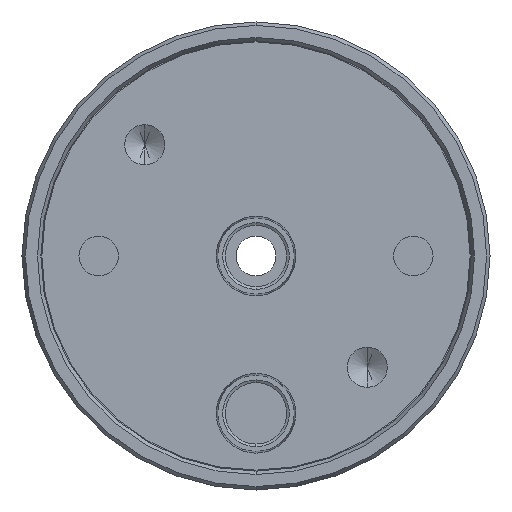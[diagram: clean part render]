
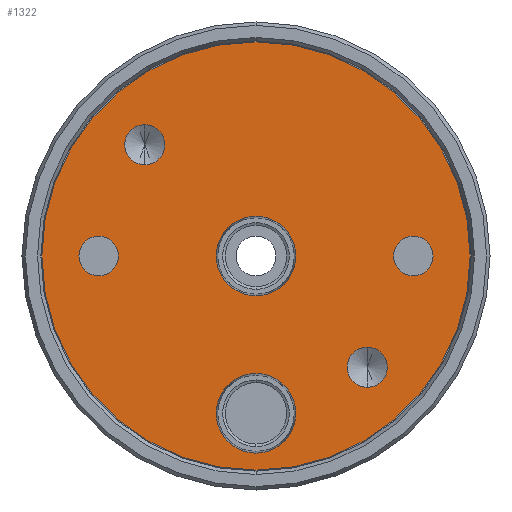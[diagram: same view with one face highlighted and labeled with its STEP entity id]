
A CAD part, front view. The second image highlights one B-rep face of the part: STEP entity #1322.
In plain terms, the highlighted planar face has unit normal (0, -1, 0).
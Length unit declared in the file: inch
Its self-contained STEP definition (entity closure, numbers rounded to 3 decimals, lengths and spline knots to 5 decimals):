
#8 = CIRCLE ( 'NONE', #2749, 0.2025 ) ;
#32 = CARTESIAN_POINT ( 'NONE',  ( -0.56569, 0., 0.56569 ) ) ;
#47 = ORIENTED_EDGE ( 'NONE', *, *, #1933, .T. ) ;
#51 = DIRECTION ( 'NONE',  ( 0., 0., 1. ) ) ;
#98 = AXIS2_PLACEMENT_3D ( 'NONE', #853, #1086, #645 ) ;
#109 = CARTESIAN_POINT ( 'NONE',  ( 0.8, 0., 0.1005 ) ) ;
#114 = CARTESIAN_POINT ( 'NONE',  ( 0., 0., -0.2025 ) ) ;
#141 = ORIENTED_EDGE ( 'NONE', *, *, #276, .F. ) ;
#149 = CIRCLE ( 'NONE', #98, 0.2025 ) ;
#150 = DIRECTION ( 'NONE',  ( 0., -1., 0. ) ) ;
#152 = CIRCLE ( 'NONE', #2510, 1.089 ) ;
#194 = AXIS2_PLACEMENT_3D ( 'NONE', #477, #2466, #2261 ) ;
#200 = CIRCLE ( 'NONE', #1350, 0.2025 ) ;
#220 = VERTEX_POINT ( 'NONE', #1328 ) ;
#224 = DIRECTION ( 'NONE',  ( 0., -1., 0. ) ) ;
#249 = EDGE_LOOP ( 'NONE', ( #2517, #789 ) ) ;
#270 = CARTESIAN_POINT ( 'NONE',  ( 0., 0., 0. ) ) ;
#271 = DIRECTION ( 'NONE',  ( 0., -1., 0. ) ) ;
#276 = EDGE_CURVE ( 'NONE', #2718, #1459, #1155, .T. ) ;
#277 = EDGE_CURVE ( 'NONE', #1459, #2718, #2186, .T. ) ;
#279 = DIRECTION ( 'NONE',  ( 0., -1., 0. ) ) ;
#282 = DIRECTION ( 'NONE',  ( 0., 0., 1. ) ) ;
#294 = CIRCLE ( 'NONE', #2889, 0.1005 ) ;
#307 = CARTESIAN_POINT ( 'NONE',  ( 0.8, 0., 0. ) ) ;
#420 = DIRECTION ( 'NONE',  ( 0., 0., 1. ) ) ;
#426 = EDGE_CURVE ( 'NONE', #1038, #2156, #2235, .T. ) ;
#457 = VERTEX_POINT ( 'NONE', #803 ) ;
#477 = CARTESIAN_POINT ( 'NONE',  ( -0.8, 0., 0. ) ) ;
#497 = AXIS2_PLACEMENT_3D ( 'NONE', #2258, #224, #1814 ) ;
#505 = CARTESIAN_POINT ( 'NONE',  ( 0., 0., 1.089 ) ) ;
#544 = EDGE_CURVE ( 'NONE', #848, #2819, #200, .T. ) ;
#596 = CARTESIAN_POINT ( 'NONE',  ( 0., 0., 0. ) ) ;
#641 = CIRCLE ( 'NONE', #497, 0.1005 ) ;
#645 = DIRECTION ( 'NONE',  ( 0., 0., 1. ) ) ;
#646 = CIRCLE ( 'NONE', #2669, 1.089 ) ;
#654 = FACE_BOUND ( 'NONE', #1631, .T. ) ;
#674 = CIRCLE ( 'NONE', #194, 0.1005 ) ;
#713 = CARTESIAN_POINT ( 'NONE',  ( -0.56569, 0., 0.56569 ) ) ;
#741 = CARTESIAN_POINT ( 'NONE',  ( -0.56569, 0., 0.46412 ) ) ;
#744 = ORIENTED_EDGE ( 'NONE', *, *, #890, .F. ) ;
#789 = ORIENTED_EDGE ( 'NONE', *, *, #1818, .F. ) ;
#803 = CARTESIAN_POINT ( 'NONE',  ( 0.56569, 0., -0.46412 ) ) ;
#848 = VERTEX_POINT ( 'NONE', #2527 ) ;
#853 = CARTESIAN_POINT ( 'NONE',  ( 0., 0., -0.8 ) ) ;
#870 = CARTESIAN_POINT ( 'NONE',  ( 0.8, 0., -0.1005 ) ) ;
#881 = ORIENTED_EDGE ( 'NONE', *, *, #1217, .T. ) ;
#890 = EDGE_CURVE ( 'NONE', #1176, #1116, #641, .T. ) ;
#901 = EDGE_CURVE ( 'NONE', #457, #1959, #1352, .T. ) ;
#946 = VERTEX_POINT ( 'NONE', #114 ) ;
#970 = ORIENTED_EDGE ( 'NONE', *, *, #2175, .F. ) ;
#992 = EDGE_LOOP ( 'NONE', ( #47, #881 ) ) ;
#1038 = VERTEX_POINT ( 'NONE', #870 ) ;
#1086 = DIRECTION ( 'NONE',  ( 0., -1., 0. ) ) ;
#1107 = FACE_BOUND ( 'NONE', #2692, .T. ) ;
#1116 = VERTEX_POINT ( 'NONE', #1670 ) ;
#1120 = CARTESIAN_POINT ( 'NONE',  ( 0., 0., -1.0025 ) ) ;
#1122 = EDGE_CURVE ( 'NONE', #1959, #457, #2436, .T. ) ;
#1124 = CARTESIAN_POINT ( 'NONE',  ( 0.56569, 0., -0.66725 ) ) ;
#1125 = PLANE ( 'NONE',  #1994 ) ;
#1149 = DIRECTION ( 'NONE',  ( 0., 0., 1. ) ) ;
#1151 = FACE_BOUND ( 'NONE', #2324, .T. ) ;
#1155 = CIRCLE ( 'NONE', #1763, 0.10157 ) ;
#1176 = VERTEX_POINT ( 'NONE', #1273 ) ;
#1186 = DIRECTION ( 'NONE',  ( 0., -1., 0. ) ) ;
#1196 = DIRECTION ( 'NONE',  ( 0., 0., 1. ) ) ;
#1217 = EDGE_CURVE ( 'NONE', #220, #2765, #646, .T. ) ;
#1236 = DIRECTION ( 'NONE',  ( 0., 0., 1. ) ) ;
#1241 = DIRECTION ( 'NONE',  ( 0., -1., 0. ) ) ;
#1264 = DIRECTION ( 'NONE',  ( 0., 0., 1. ) ) ;
#1273 = CARTESIAN_POINT ( 'NONE',  ( -0.8, 0., 0.1005 ) ) ;
#1322 = ADVANCED_FACE ( 'NONE', ( #2901, #654, #1107, #1151, #2448, #2016, #1329 ), #1125, .F. ) ;
#1328 = CARTESIAN_POINT ( 'NONE',  ( 0., 0., -1.089 ) ) ;
#1329 = FACE_OUTER_BOUND ( 'NONE', #992, .T. ) ;
#1350 = AXIS2_PLACEMENT_3D ( 'NONE', #2447, #2198, #420 ) ;
#1352 = CIRCLE ( 'NONE', #1730, 0.10156 ) ;
#1362 = ORIENTED_EDGE ( 'NONE', *, *, #277, .F. ) ;
#1422 = DIRECTION ( 'NONE',  ( 0., 1., 0. ) ) ;
#1440 = EDGE_LOOP ( 'NONE', ( #2542, #2304 ) ) ;
#1451 = DIRECTION ( 'NONE',  ( 0., 0., 1. ) ) ;
#1459 = VERTEX_POINT ( 'NONE', #741 ) ;
#1465 = DIRECTION ( 'NONE',  ( 0., -1., 0. ) ) ;
#1481 = CIRCLE ( 'NONE', #1533, 0.2025 ) ;
#1533 = AXIS2_PLACEMENT_3D ( 'NONE', #270, #1186, #1236 ) ;
#1575 = AXIS2_PLACEMENT_3D ( 'NONE', #307, #1465, #1451 ) ;
#1609 = CARTESIAN_POINT ( 'NONE',  ( 0.56569, 0., -0.56569 ) ) ;
#1631 = EDGE_LOOP ( 'NONE', ( #141, #1362 ) ) ;
#1638 = DIRECTION ( 'NONE',  ( 0., -1., 0. ) ) ;
#1653 = DIRECTION ( 'NONE',  ( 0., 0., 1. ) ) ;
#1670 = CARTESIAN_POINT ( 'NONE',  ( -0.8, 0., -0.1005 ) ) ;
#1730 = AXIS2_PLACEMENT_3D ( 'NONE', #2097, #271, #51 ) ;
#1763 = AXIS2_PLACEMENT_3D ( 'NONE', #713, #2484, #1149 ) ;
#1814 = DIRECTION ( 'NONE',  ( 0., 0., 1. ) ) ;
#1818 = EDGE_CURVE ( 'NONE', #946, #2268, #8, .T. ) ;
#1864 = AXIS2_PLACEMENT_3D ( 'NONE', #1609, #1638, #1653 ) ;
#1869 = ORIENTED_EDGE ( 'NONE', *, *, #901, .F. ) ;
#1880 = CARTESIAN_POINT ( 'NONE',  ( 0., 0., 0. ) ) ;
#1933 = EDGE_CURVE ( 'NONE', #2765, #220, #152, .T. ) ;
#1938 = CARTESIAN_POINT ( 'NONE',  ( 0., 0., 0.2025 ) ) ;
#1959 = VERTEX_POINT ( 'NONE', #1124 ) ;
#1990 = CARTESIAN_POINT ( 'NONE',  ( 0., 0., 0. ) ) ;
#1994 = AXIS2_PLACEMENT_3D ( 'NONE', #1880, #1422, #2314 ) ;
#2016 = FACE_BOUND ( 'NONE', #1440, .T. ) ;
#2055 = CARTESIAN_POINT ( 'NONE',  ( -0.56569, 0., 0.66725 ) ) ;
#2097 = CARTESIAN_POINT ( 'NONE',  ( 0.56569, 0., -0.56569 ) ) ;
#2122 = ORIENTED_EDGE ( 'NONE', *, *, #2363, .F. ) ;
#2156 = VERTEX_POINT ( 'NONE', #109 ) ;
#2162 = EDGE_CURVE ( 'NONE', #2268, #946, #1481, .T. ) ;
#2175 = EDGE_CURVE ( 'NONE', #2156, #1038, #294, .T. ) ;
#2186 = CIRCLE ( 'NONE', #2794, 0.10157 ) ;
#2198 = DIRECTION ( 'NONE',  ( 0., -1., 0. ) ) ;
#2235 = CIRCLE ( 'NONE', #1575, 0.1005 ) ;
#2258 = CARTESIAN_POINT ( 'NONE',  ( -0.8, 0., 0. ) ) ;
#2261 = DIRECTION ( 'NONE',  ( 0., 0., 1. ) ) ;
#2268 = VERTEX_POINT ( 'NONE', #1938 ) ;
#2303 = DIRECTION ( 'NONE',  ( 0., -1., 0. ) ) ;
#2304 = ORIENTED_EDGE ( 'NONE', *, *, #2537, .F. ) ;
#2313 = CARTESIAN_POINT ( 'NONE',  ( 0.8, 0., 0. ) ) ;
#2314 = DIRECTION ( 'NONE',  ( 0., 0., -1. ) ) ;
#2324 = EDGE_LOOP ( 'NONE', ( #970, #2780 ) ) ;
#2349 = ORIENTED_EDGE ( 'NONE', *, *, #1122, .F. ) ;
#2363 = EDGE_CURVE ( 'NONE', #1116, #1176, #674, .T. ) ;
#2405 = DIRECTION ( 'NONE',  ( 0., -1., 0. ) ) ;
#2436 = CIRCLE ( 'NONE', #1864, 0.10156 ) ;
#2447 = CARTESIAN_POINT ( 'NONE',  ( 0., 0., -0.8 ) ) ;
#2448 = FACE_BOUND ( 'NONE', #249, .T. ) ;
#2466 = DIRECTION ( 'NONE',  ( 0., -1., 0. ) ) ;
#2484 = DIRECTION ( 'NONE',  ( 0., -1., 0. ) ) ;
#2510 = AXIS2_PLACEMENT_3D ( 'NONE', #1990, #2405, #2635 ) ;
#2517 = ORIENTED_EDGE ( 'NONE', *, *, #2162, .F. ) ;
#2527 = CARTESIAN_POINT ( 'NONE',  ( 0., 0., -0.5975 ) ) ;
#2537 = EDGE_CURVE ( 'NONE', #2819, #848, #149, .T. ) ;
#2542 = ORIENTED_EDGE ( 'NONE', *, *, #544, .F. ) ;
#2575 = EDGE_LOOP ( 'NONE', ( #1869, #2349 ) ) ;
#2626 = CARTESIAN_POINT ( 'NONE',  ( 0., 0., 0. ) ) ;
#2635 = DIRECTION ( 'NONE',  ( 0., 0., 1. ) ) ;
#2647 = DIRECTION ( 'NONE',  ( 0., 0., 1. ) ) ;
#2669 = AXIS2_PLACEMENT_3D ( 'NONE', #596, #1241, #1264 ) ;
#2692 = EDGE_LOOP ( 'NONE', ( #744, #2122 ) ) ;
#2718 = VERTEX_POINT ( 'NONE', #2055 ) ;
#2749 = AXIS2_PLACEMENT_3D ( 'NONE', #2626, #150, #2647 ) ;
#2765 = VERTEX_POINT ( 'NONE', #505 ) ;
#2780 = ORIENTED_EDGE ( 'NONE', *, *, #426, .F. ) ;
#2794 = AXIS2_PLACEMENT_3D ( 'NONE', #32, #2303, #282 ) ;
#2819 = VERTEX_POINT ( 'NONE', #1120 ) ;
#2889 = AXIS2_PLACEMENT_3D ( 'NONE', #2313, #279, #1196 ) ;
#2901 = FACE_BOUND ( 'NONE', #2575, .T. ) ;
